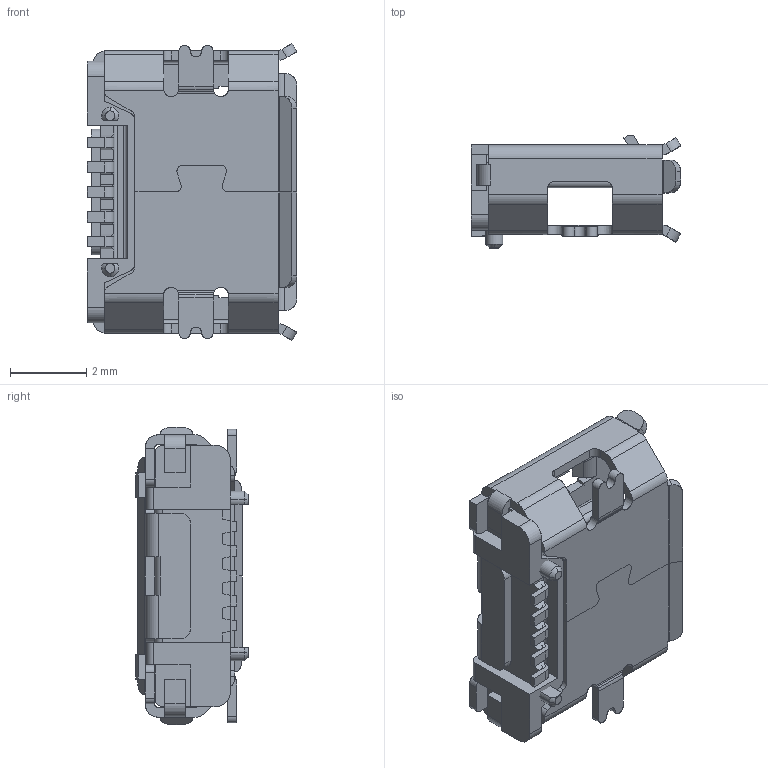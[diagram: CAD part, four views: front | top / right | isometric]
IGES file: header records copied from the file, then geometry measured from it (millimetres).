
Start section: SolidWorks IGES file using analytic representation for surfaces
Global section: file name: MUSB-205-SSM-H-B-BM-AP-TR-LF.IGS; native system: SolidWorks 2014; preprocessor: SolidWorks 2014; author: ewilson; date: 150410.091519; units: inch
Bounding box: 5.49 x 2.94 x 7.78 mm (x, y, z)
Surface area: 298 mm2 (no closed solid volume)
Topology: 0 solids, 0 shells, 643 faces, 4543 edges, 4542 vertices
Faces by surface type: bspline 426, revolution 217
